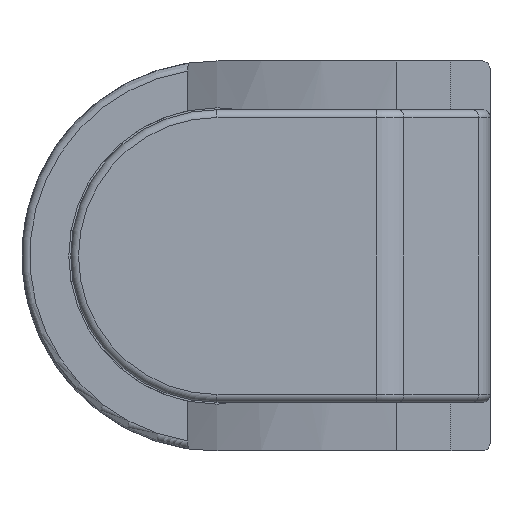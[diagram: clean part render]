
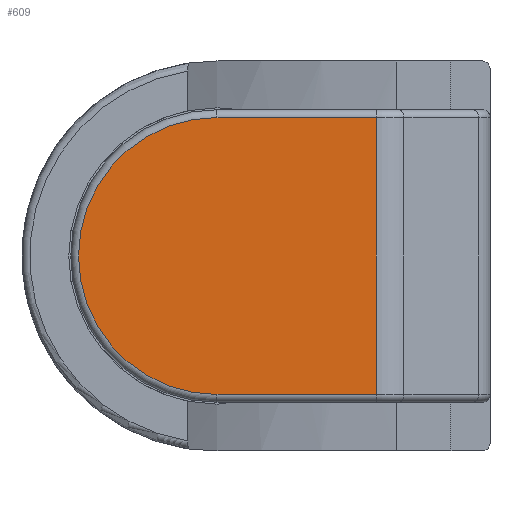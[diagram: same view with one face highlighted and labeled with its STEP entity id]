
A CAD part, front view. The second image highlights one B-rep face of the part: STEP entity #609.
In plain terms, the highlighted planar face has unit normal (0, -1, 0).
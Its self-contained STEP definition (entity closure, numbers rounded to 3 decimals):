
#592 = ORIENTED_EDGE ( 'NONE', *, *, #593, .T. ) ;
#593 = EDGE_CURVE ( 'NONE', #620, #613, #4222, .T. ) ;
#609 = ADVANCED_FACE ( 'NONE', ( #4258 ), #4257, .F. ) ;
#610 = EDGE_LOOP ( 'NONE', ( #611, #615, #618, #592 ) ) ;
#611 = ORIENTED_EDGE ( 'NONE', *, *, #612, .T. ) ;
#612 = EDGE_CURVE ( 'NONE', #613, #614, #4252, .T. ) ;
#613 = VERTEX_POINT ( 'NONE', #4248 ) ;
#614 = VERTEX_POINT ( 'NONE', #4247 ) ;
#615 = ORIENTED_EDGE ( 'NONE', *, *, #616, .T. ) ;
#616 = EDGE_CURVE ( 'NONE', #614, #617, #4246, .T. ) ;
#617 = VERTEX_POINT ( 'NONE', #4242 ) ;
#618 = ORIENTED_EDGE ( 'NONE', *, *, #619, .T. ) ;
#619 = EDGE_CURVE ( 'NONE', #617, #620, #4241, .T. ) ;
#620 = VERTEX_POINT ( 'NONE', #4236 ) ;
#4219 = DIRECTION ( 'NONE',  ( 1., 0., 0. ) ) ;
#4220 = VECTOR ( 'NONE', #4219, 1000. ) ;
#4221 = CARTESIAN_POINT ( 'NONE',  ( 0., 0., -7.1 ) ) ;
#4222 = LINE ( 'NONE', #4221, #4220 ) ;
#4236 = CARTESIAN_POINT ( 'NONE',  ( 0., 0., -7.1 ) ) ;
#4237 = DIRECTION ( 'NONE',  ( 0., 0., 1. ) ) ;
#4238 = DIRECTION ( 'NONE',  ( 0., -1., 0. ) ) ;
#4239 = CARTESIAN_POINT ( 'NONE',  ( 0., 0., 0. ) ) ;
#4240 = AXIS2_PLACEMENT_3D ( 'NONE', #4239, #4238, #4237 ) ;
#4241 = CIRCLE ( 'NONE', #4240, 7.1 ) ;
#4242 = CARTESIAN_POINT ( 'NONE',  ( 0., 0., 7.1 ) ) ;
#4243 = DIRECTION ( 'NONE',  ( -1., 0., 0. ) ) ;
#4244 = VECTOR ( 'NONE', #4243, 1000. ) ;
#4245 = CARTESIAN_POINT ( 'NONE',  ( 0., 0., 7.1 ) ) ;
#4246 = LINE ( 'NONE', #4245, #4244 ) ;
#4247 = CARTESIAN_POINT ( 'NONE',  ( 8.172, 0., 7.1 ) ) ;
#4248 = CARTESIAN_POINT ( 'NONE',  ( 8.172, 0., -7.1 ) ) ;
#4249 = DIRECTION ( 'NONE',  ( 0., 0., 1. ) ) ;
#4250 = VECTOR ( 'NONE', #4249, 1000. ) ;
#4251 = CARTESIAN_POINT ( 'NONE',  ( 8.172, 0., 7.5 ) ) ;
#4252 = LINE ( 'NONE', #4251, #4250 ) ;
#4253 = DIRECTION ( 'NONE',  ( 0., 0., 1. ) ) ;
#4254 = DIRECTION ( 'NONE',  ( 0., 1., 0. ) ) ;
#4255 = CARTESIAN_POINT ( 'NONE',  ( 0., 0., 0. ) ) ;
#4256 = AXIS2_PLACEMENT_3D ( 'NONE', #4255, #4254, #4253 ) ;
#4257 = PLANE ( 'NONE',  #4256 ) ;
#4258 = FACE_OUTER_BOUND ( 'NONE', #610, .T. ) ;
